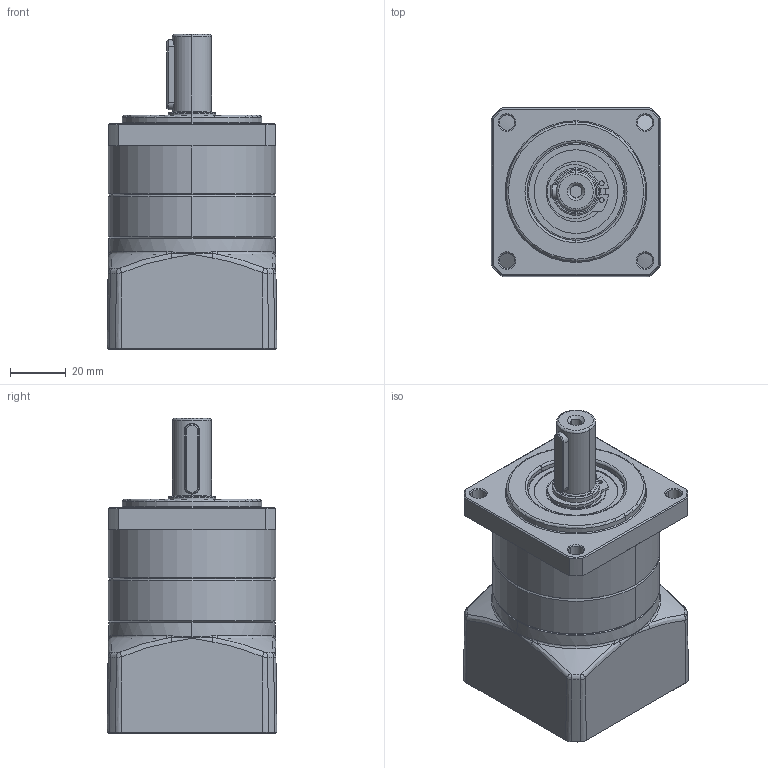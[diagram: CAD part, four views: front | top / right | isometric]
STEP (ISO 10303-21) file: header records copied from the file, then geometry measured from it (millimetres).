
FILE_DESCRIPTION (( 'STEP AP214' ), '1' );
FILE_NAME ('FB-060-L1-P2-¦µ14-¦µ50-¦µ70-M5-32.STEP', '2024-01-04T11:59:24', ( '' ), ( '' ), 'SwSTEP 2.0', 'SolidWorks 2013', '' );
FILE_SCHEMA (( 'AUTOMOTIVE_DESIGN' ));
Length unit declared in the file: millimetre
Products named in the file (10): 怀堤傷褲极FB060; 单边锁输入轴FB060-14（带螺丝）; 镂空输入法兰FB060-50X40XM5; M4樓粟菜; 6003-2RZ粣創; A倰す瑩5X25; 怀堤俴陎殤FB060; 怀堤粣縐銅17; 内齿圈FB060-D108; FB-060-L1-P2-朴14-朴50-朴70-M5-32
Assembly tree (14 placements, depth 2):
  FB-060-L1-P2-朴14-朴50-朴70-M5-32
    内齿圈FB060-D108
    怀堤粣縐銅17
    怀堤俴陎殤FB060
    A倰す瑩5X25
    6003-2RZ粣創
    M4樓粟菜  x6
    镂空输入法兰FB060-50X40XM5
    单边锁输入轴FB060-14（带螺丝）
    怀堤傷褲极FB060
Bounding box: 60.83 x 60.83 x 113 mm (x, y, z)
Volume: 216747.7 mm3; surface area: 63855.7 mm2
Topology: 9 solids, 21 shells, 762 faces, 1877 edges, 1159 vertices
Faces by surface type: cylinder 234, plane 191, bspline 176, cone 155, torus 6
Entity records: 30139 total; most frequent: CARTESIAN_POINT 16329, ORIENTED_EDGE 2958, DIRECTION 2586, EDGE_CURVE 1482, AXIS2_PLACEMENT_3D 1077, VERTEX_POINT 924, EDGE_LOOP 691, CIRCLE 613
